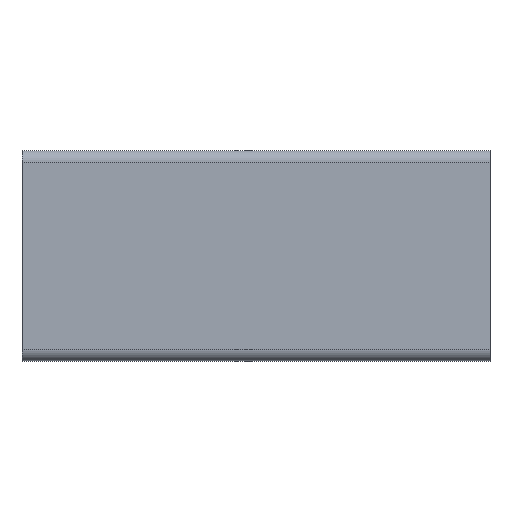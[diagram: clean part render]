
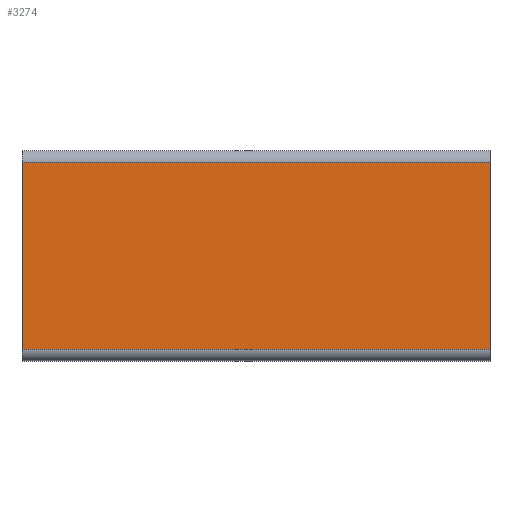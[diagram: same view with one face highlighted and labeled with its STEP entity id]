
A CAD part, top view. The second image highlights one B-rep face of the part: STEP entity #3274.
In plain terms, the highlighted planar face has unit normal (0, 0, 1).
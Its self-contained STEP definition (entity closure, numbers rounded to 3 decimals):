
#47 = LINE ( 'NONE', #696, #1701 ) ;
#110 = VECTOR ( 'NONE', #3360, 1000. ) ;
#118 = ORIENTED_EDGE ( 'NONE', *, *, #1338, .F. ) ;
#295 = EDGE_CURVE ( 'NONE', #2741, #2321, #2823, .T. ) ;
#323 = VERTEX_POINT ( 'NONE', #3335 ) ;
#331 = LINE ( 'NONE', #1155, #2300 ) ;
#696 = CARTESIAN_POINT ( 'NONE',  ( -40.816, 34.898, 22.5 ) ) ;
#702 = PLANE ( 'NONE',  #1942 ) ;
#757 = EDGE_CURVE ( 'NONE', #2741, #323, #2243, .T. ) ;
#963 = DIRECTION ( 'NONE',  ( 0., -1., 0. ) ) ;
#987 = CARTESIAN_POINT ( 'NONE',  ( 59.184, 34.898, 22.5 ) ) ;
#1106 = CARTESIAN_POINT ( 'NONE',  ( 59.184, 34.898, 22.5 ) ) ;
#1155 = CARTESIAN_POINT ( 'NONE',  ( 59.184, 34.898, 22.5 ) ) ;
#1338 = EDGE_CURVE ( 'NONE', #2321, #1773, #331, .T. ) ;
#1410 = VECTOR ( 'NONE', #3054, 1000. ) ;
#1434 = CARTESIAN_POINT ( 'NONE',  ( 59.184, 34.898, 22.5 ) ) ;
#1701 = VECTOR ( 'NONE', #963, 1000. ) ;
#1767 = ORIENTED_EDGE ( 'NONE', *, *, #757, .T. ) ;
#1773 = VERTEX_POINT ( 'NONE', #2796 ) ;
#1888 = ORIENTED_EDGE ( 'NONE', *, *, #1921, .T. ) ;
#1921 = EDGE_CURVE ( 'NONE', #323, #1773, #47, .T. ) ;
#1942 = AXIS2_PLACEMENT_3D ( 'NONE', #987, #2834, #2568 ) ;
#2016 = CARTESIAN_POINT ( 'NONE',  ( 59.184, 74.898, 22.5 ) ) ;
#2089 = EDGE_LOOP ( 'NONE', ( #1888, #118, #2406, #1767 ) ) ;
#2243 = LINE ( 'NONE', #2016, #110 ) ;
#2300 = VECTOR ( 'NONE', #2731, 1000. ) ;
#2321 = VERTEX_POINT ( 'NONE', #1106 ) ;
#2406 = ORIENTED_EDGE ( 'NONE', *, *, #295, .F. ) ;
#2568 = DIRECTION ( 'NONE',  ( -1., 0., 0. ) ) ;
#2647 = CARTESIAN_POINT ( 'NONE',  ( 59.184, 74.898, 22.5 ) ) ;
#2731 = DIRECTION ( 'NONE',  ( -1., 0., 0. ) ) ;
#2741 = VERTEX_POINT ( 'NONE', #2647 ) ;
#2796 = CARTESIAN_POINT ( 'NONE',  ( -40.816, 34.898, 22.5 ) ) ;
#2823 = LINE ( 'NONE', #1434, #1410 ) ;
#2834 = DIRECTION ( 'NONE',  ( 0., 0., -1. ) ) ;
#2835 = FACE_OUTER_BOUND ( 'NONE', #2089, .T. ) ;
#3054 = DIRECTION ( 'NONE',  ( 0., -1., 0. ) ) ;
#3274 = ADVANCED_FACE ( 'NONE', ( #2835 ), #702, .F. ) ;
#3335 = CARTESIAN_POINT ( 'NONE',  ( -40.816, 74.898, 22.5 ) ) ;
#3360 = DIRECTION ( 'NONE',  ( -1., 0., 0. ) ) ;
